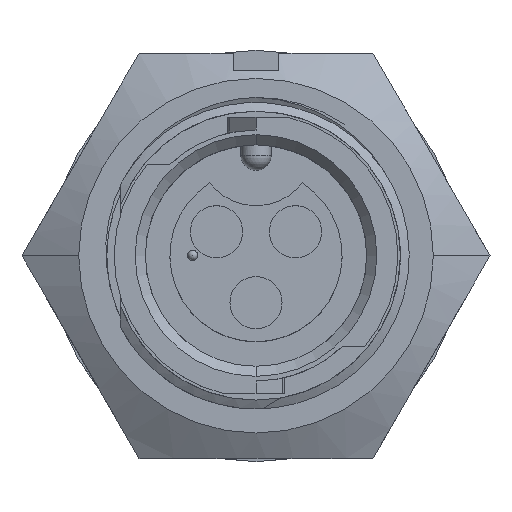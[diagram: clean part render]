
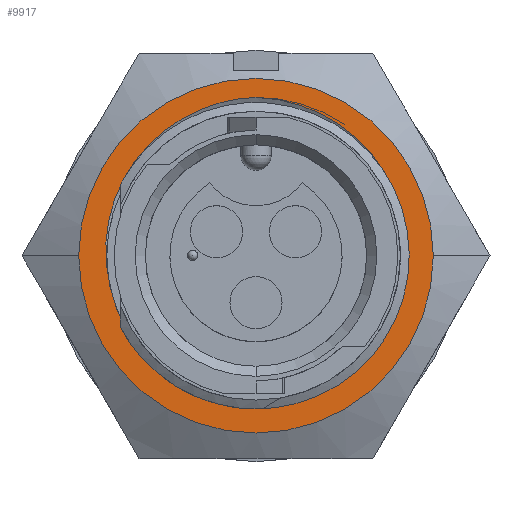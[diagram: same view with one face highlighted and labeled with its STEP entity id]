
A CAD part, top view. The second image highlights one B-rep face of the part: STEP entity #9917.
In plain terms, the highlighted planar face has unit normal (0, 0, 1).
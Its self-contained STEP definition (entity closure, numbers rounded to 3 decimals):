
#38 = CARTESIAN_POINT ( 'NONE',  ( 3.795, 6.845, -6.226 ) ) ;
#87 = CARTESIAN_POINT ( 'NONE',  ( -5.866, -10.16, -6.226 ) ) ;
#95 = B_SPLINE_CURVE_WITH_KNOTS ( 'NONE', 3,
 ( #3182, #3782, #6579, #4619, #389, #2959, #4220, #38, #8306, #5790, #2550, #2445, #1617, #4112, #10064, #10896, #4899, #670, #779, #1670 ),
 .UNSPECIFIED., .F., .F.,
 ( 4, 2, 2, 2, 2, 2, 2, 2, 2, 4 ),
 ( 0., 0.001, 0.002, 0.003, 0.005, 0.007, 0.009, 0.01, 0.012, 0.014 ),
 .UNSPECIFIED. ) ;
#96 = CARTESIAN_POINT ( 'NONE',  ( -7.475, 1.358, -6.226 ) ) ;
#219 = CARTESIAN_POINT ( 'NONE',  ( 0., 7.938, -6.226 ) ) ;
#314 = CARTESIAN_POINT ( 'NONE',  ( -8.89, 0., -6.226 ) ) ;
#389 = CARTESIAN_POINT ( 'NONE',  ( 1.417, 7.769, -6.226 ) ) ;
#550 = DIRECTION ( 'NONE',  ( 0., 0., -1. ) ) ;
#644 = AXIS2_PLACEMENT_3D ( 'NONE', #2026, #1416, #7264 ) ;
#664 = CARTESIAN_POINT ( 'NONE',  ( 0., 0., -6.226 ) ) ;
#670 = CARTESIAN_POINT ( 'NONE',  ( 7.532, -0.351, -6.226 ) ) ;
#779 = CARTESIAN_POINT ( 'NONE',  ( 7.466, -0.913, -6.226 ) ) ;
#1077 = EDGE_CURVE ( 'NONE', #9238, #10210, #4463, .T. ) ;
#1104 = CARTESIAN_POINT ( 'NONE',  ( -6.251, 4.521, -6.226 ) ) ;
#1416 = DIRECTION ( 'NONE',  ( 0., 0., -1. ) ) ;
#1617 = CARTESIAN_POINT ( 'NONE',  ( 6.557, 4.028, -6.226 ) ) ;
#1670 = CARTESIAN_POINT ( 'NONE',  ( 7.334, -1.47, -6.226 ) ) ;
#1834 = CARTESIAN_POINT ( 'NONE',  ( -5.156, 5.813, -6.226 ) ) ;
#1943 = CARTESIAN_POINT ( 'NONE',  ( -6.555, 4.03, -6.226 ) ) ;
#1997 = CARTESIAN_POINT ( 'NONE',  ( 0., 7.938, -6.226 ) ) ;
#2026 = CARTESIAN_POINT ( 'NONE',  ( 0., 0., -6.226 ) ) ;
#2102 = ORIENTED_EDGE ( 'NONE', *, *, #5839, .T. ) ;
#2384 = FACE_BOUND ( 'NONE', #6277, .T. ) ;
#2445 = CARTESIAN_POINT ( 'NONE',  ( 6.255, 4.516, -6.226 ) ) ;
#2550 = CARTESIAN_POINT ( 'NONE',  ( 5.55, 5.413, -6.226 ) ) ;
#2924 = ORIENTED_EDGE ( 'NONE', *, *, #6330, .F. ) ;
#2959 = CARTESIAN_POINT ( 'NONE',  ( 2.242, 7.558, -6.226 ) ) ;
#2970 = VERTEX_POINT ( 'NONE', #2977 ) ;
#2977 = CARTESIAN_POINT ( 'NONE',  ( 7.334, -1.47, -6.226 ) ) ;
#3102 = CIRCLE ( 'NONE', #10909, 7.48 ) ;
#3125 = DIRECTION ( 'NONE',  ( -1., 0., 0. ) ) ;
#3182 = CARTESIAN_POINT ( 'NONE',  ( 0., 7.938, -6.226 ) ) ;
#3609 = CARTESIAN_POINT ( 'NONE',  ( -7.536, 0.794, -6.226 ) ) ;
#3662 = CARTESIAN_POINT ( 'NONE',  ( -2.787, 7.354, -6.226 ) ) ;
#3694 = ORIENTED_EDGE ( 'NONE', *, *, #8335, .F. ) ;
#3782 = CARTESIAN_POINT ( 'NONE',  ( 0.286, 7.929, -6.226 ) ) ;
#4112 = CARTESIAN_POINT ( 'NONE',  ( 7.047, 2.994, -6.226 ) ) ;
#4220 = CARTESIAN_POINT ( 'NONE',  ( 2.774, 7.36, -6.226 ) ) ;
#4255 = CARTESIAN_POINT ( 'NONE',  ( 0., 0., -6.226 ) ) ;
#4261 = DIRECTION ( 'NONE',  ( 0., 0., -1. ) ) ;
#4384 = CARTESIAN_POINT ( 'NONE',  ( -0.572, 7.92, -6.226 ) ) ;
#4440 = CARTESIAN_POINT ( 'NONE',  ( -7.334, -1.47, -6.226 ) ) ;
#4463 = CIRCLE ( 'NONE', #10497, 8.89 ) ;
#4495 = CARTESIAN_POINT ( 'NONE',  ( -5.552, 5.41, -6.226 ) ) ;
#4553 = CARTESIAN_POINT ( 'NONE',  ( -7.45, -0.91, -6.226 ) ) ;
#4619 = CARTESIAN_POINT ( 'NONE',  ( 1.136, 7.824, -6.226 ) ) ;
#4885 = EDGE_CURVE ( 'NONE', #8816, #2970, #95, .T. ) ;
#4899 = CARTESIAN_POINT ( 'NONE',  ( 7.537, 0.781, -6.226 ) ) ;
#5196 = B_SPLINE_CURVE_WITH_KNOTS ( 'NONE', 3,
 ( #4440, #8837, #4553, #7841, #10494, #3609, #96, #9554, #6899, #1943, #1104, #4495, #1834, #7899, #10276, #3662, #10442, #9601, #4384, #1997 ),
 .UNSPECIFIED., .F., .F.,
 ( 4, 2, 2, 2, 2, 2, 2, 2, 2, 4 ),
 ( 0., 0.001, 0.002, 0.003, 0.005, 0.007, 0.009, 0.01, 0.012, 0.014 ),
 .UNSPECIFIED. ) ;
#5790 = CARTESIAN_POINT ( 'NONE',  ( 5.145, 5.822, -6.226 ) ) ;
#5839 = EDGE_CURVE ( 'NONE', #9224, #8816, #5196, .T. ) ;
#6053 = DIRECTION ( 'NONE',  ( -1., 0., 0. ) ) ;
#6277 = EDGE_LOOP ( 'NONE', ( #2102, #7104, #2924 ) ) ;
#6330 = EDGE_CURVE ( 'NONE', #9224, #2970, #3102, .T. ) ;
#6579 = CARTESIAN_POINT ( 'NONE',  ( 0.57, 7.904, -6.226 ) ) ;
#6618 = DIRECTION ( 'NONE',  ( 1., 0., 0. ) ) ;
#6807 = AXIS2_PLACEMENT_3D ( 'NONE', #87, #4261, #6053 ) ;
#6835 = FACE_OUTER_BOUND ( 'NONE', #6935, .T. ) ;
#6899 = CARTESIAN_POINT ( 'NONE',  ( -7.04, 3.009, -6.226 ) ) ;
#6935 = EDGE_LOOP ( 'NONE', ( #3694, #10156 ) ) ;
#7104 = ORIENTED_EDGE ( 'NONE', *, *, #4885, .T. ) ;
#7264 = DIRECTION ( 'NONE',  ( -1., 0., 0. ) ) ;
#7665 = DIRECTION ( 'NONE',  ( 0., 0., 1. ) ) ;
#7841 = CARTESIAN_POINT ( 'NONE',  ( -7.517, -0.343, -6.226 ) ) ;
#7899 = CARTESIAN_POINT ( 'NONE',  ( -4.27, 6.536, -6.226 ) ) ;
#7933 = CIRCLE ( 'NONE', #644, 8.89 ) ;
#8306 = CARTESIAN_POINT ( 'NONE',  ( 4.269, 6.536, -6.226 ) ) ;
#8335 = EDGE_CURVE ( 'NONE', #10210, #9238, #7933, .T. ) ;
#8816 = VERTEX_POINT ( 'NONE', #219 ) ;
#8825 = CARTESIAN_POINT ( 'NONE',  ( 8.89, 0., -6.226 ) ) ;
#8837 = CARTESIAN_POINT ( 'NONE',  ( -7.4, -1.192, -6.226 ) ) ;
#8879 = CARTESIAN_POINT ( 'NONE',  ( -7.334, -1.47, -6.226 ) ) ;
#9224 = VERTEX_POINT ( 'NONE', #8879 ) ;
#9238 = VERTEX_POINT ( 'NONE', #8825 ) ;
#9554 = CARTESIAN_POINT ( 'NONE',  ( -7.225, 2.475, -6.226 ) ) ;
#9601 = CARTESIAN_POINT ( 'NONE',  ( -1.142, 7.839, -6.226 ) ) ;
#9917 = ADVANCED_FACE ( 'NONE', ( #2384, #6835 ), #10321, .F. ) ;
#10064 = CARTESIAN_POINT ( 'NONE',  ( 7.23, 2.457, -6.226 ) ) ;
#10156 = ORIENTED_EDGE ( 'NONE', *, *, #1077, .F. ) ;
#10210 = VERTEX_POINT ( 'NONE', #314 ) ;
#10276 = CARTESIAN_POINT ( 'NONE',  ( -3.795, 6.844, -6.226 ) ) ;
#10321 = PLANE ( 'NONE',  #6807 ) ;
#10442 = CARTESIAN_POINT ( 'NONE',  ( -2.248, 7.557, -6.226 ) ) ;
#10494 = CARTESIAN_POINT ( 'NONE',  ( -7.534, -0.057, -6.226 ) ) ;
#10497 = AXIS2_PLACEMENT_3D ( 'NONE', #664, #550, #3125 ) ;
#10896 = CARTESIAN_POINT ( 'NONE',  ( 7.475, 1.355, -6.226 ) ) ;
#10909 = AXIS2_PLACEMENT_3D ( 'NONE', #4255, #7665, #6618 ) ;
